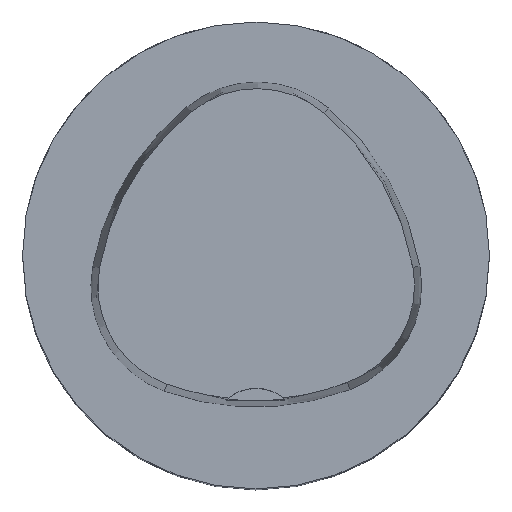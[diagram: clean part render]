
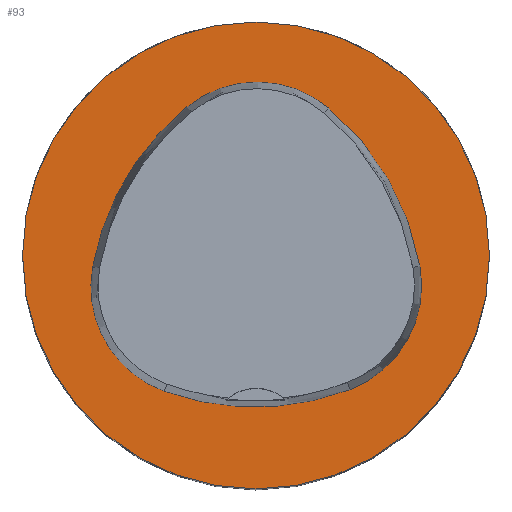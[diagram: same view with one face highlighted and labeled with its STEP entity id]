
A CAD part, top view. The second image highlights one B-rep face of the part: STEP entity #93.
In plain terms, the highlighted planar face has unit normal (0, 0, 1).
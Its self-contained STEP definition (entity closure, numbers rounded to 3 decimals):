
#37=PLANE('',#489);
#93=ADVANCED_FACE('',(#174,#175),#37,.T.);
#174=FACE_BOUND('',#196,.T.);
#175=FACE_BOUND('',#197,.T.);
#196=EDGE_LOOP('',(#273,#274,#275,#276,#277,#278));
#197=EDGE_LOOP('',(#279));
#273=ORIENTED_EDGE('',*,*,#396,.T.);
#274=ORIENTED_EDGE('',*,*,#376,.T.);
#275=ORIENTED_EDGE('',*,*,#380,.T.);
#276=ORIENTED_EDGE('',*,*,#383,.T.);
#277=ORIENTED_EDGE('',*,*,#386,.T.);
#278=ORIENTED_EDGE('',*,*,#394,.T.);
#279=ORIENTED_EDGE('',*,*,#364,.F.);
#327=VERTEX_POINT('',#668);
#339=VERTEX_POINT('',#724);
#340=VERTEX_POINT('',#725);
#343=VERTEX_POINT('',#733);
#345=VERTEX_POINT('',#739);
#347=VERTEX_POINT('',#745);
#354=VERTEX_POINT('',#766);
#364=EDGE_CURVE('',#327,#327,#409,.T.);
#376=EDGE_CURVE('',#339,#340,#413,.T.);
#380=EDGE_CURVE('',#340,#343,#415,.T.);
#383=EDGE_CURVE('',#343,#345,#417,.T.);
#386=EDGE_CURVE('',#345,#347,#419,.T.);
#394=EDGE_CURVE('',#347,#354,#423,.T.);
#396=EDGE_CURVE('',#354,#339,#425,.T.);
#409=CIRCLE('',#455,31.5);
#413=CIRCLE('',#467,36.);
#415=CIRCLE('',#470,15.);
#417=CIRCLE('',#473,36.);
#419=CIRCLE('',#476,15.);
#423=CIRCLE('',#481,36.);
#425=CIRCLE('',#484,15.);
#455=AXIS2_PLACEMENT_3D('',#667,#527,#528);
#467=AXIS2_PLACEMENT_3D('',#723,#555,#556);
#470=AXIS2_PLACEMENT_3D('',#732,#563,#564);
#473=AXIS2_PLACEMENT_3D('',#738,#570,#571);
#476=AXIS2_PLACEMENT_3D('',#744,#577,#578);
#481=AXIS2_PLACEMENT_3D('',#767,#589,#590);
#484=AXIS2_PLACEMENT_3D('',#770,#595,#596);
#489=AXIS2_PLACEMENT_3D('',#775,#605,#606);
#527=DIRECTION('',(0.,0.,-1.));
#528=DIRECTION('',(-1.,0.,0.));
#555=DIRECTION('',(0.,0.,-1.));
#556=DIRECTION('',(-1.,0.,0.));
#563=DIRECTION('',(0.,0.,-1.));
#564=DIRECTION('',(-1.,0.,0.));
#570=DIRECTION('',(0.,0.,-1.));
#571=DIRECTION('',(-1.,0.,0.));
#577=DIRECTION('',(0.,0.,-1.));
#578=DIRECTION('',(-1.,0.,0.));
#589=DIRECTION('',(0.,0.,-1.));
#590=DIRECTION('',(-1.,0.,0.));
#595=DIRECTION('',(0.,0.,-1.));
#596=DIRECTION('',(-1.,0.,0.));
#605=DIRECTION('',(0.,0.,1.));
#606=DIRECTION('',(1.,0.,0.));
#667=CARTESIAN_POINT('',(0.,0.,0.));
#668=CARTESIAN_POINT('',(-31.5,0.,0.));
#723=CARTESIAN_POINT('',(13.398,-7.893,0.));
#724=CARTESIAN_POINT('',(-22.041,-1.562,0.));
#725=CARTESIAN_POINT('',(-9.317,20.036,0.));
#732=CARTESIAN_POINT('',(0.148,8.399,0.));
#733=CARTESIAN_POINT('',(9.779,19.898,0.));
#738=CARTESIAN_POINT('',(-13.337,-7.7,0.));
#739=CARTESIAN_POINT('',(22.122,-1.48,0.));
#744=CARTESIAN_POINT('',(7.347,-4.071,0.));
#745=CARTESIAN_POINT('',(12.693,-18.087,0.));
#766=CARTESIAN_POINT('',(-12.373,-18.307,0.));
#767=CARTESIAN_POINT('',(-0.137,15.55,0.));
#770=CARTESIAN_POINT('',(-7.275,-4.2,0.));
#775=CARTESIAN_POINT('',(0.,0.,0.));
